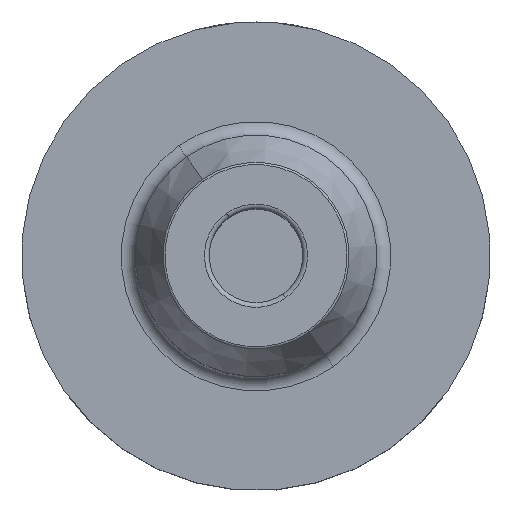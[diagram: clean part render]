
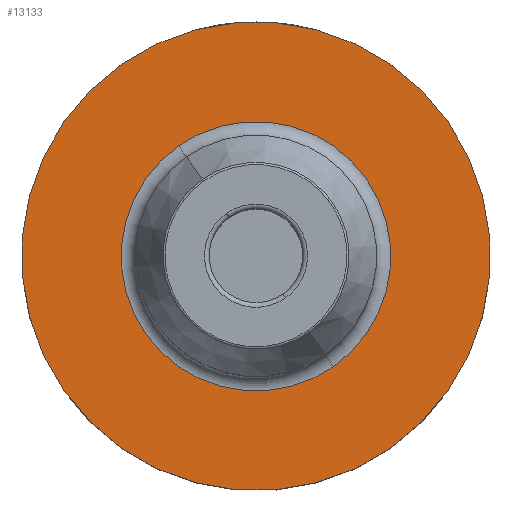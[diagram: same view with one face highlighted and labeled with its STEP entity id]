
A CAD part, top view. The second image highlights one B-rep face of the part: STEP entity #13133.
In plain terms, the highlighted planar face has unit normal (0, 0, 1).
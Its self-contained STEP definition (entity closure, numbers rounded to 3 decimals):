
#288=CARTESIAN_POINT('',(0.,0.,28.95));
#289=DIRECTION('',(0.,0.,1.));
#290=DIRECTION('',(-0.574,0.819,0.));
#291=AXIS2_PLACEMENT_3D('',#288,#289,#290);
#296=CARTESIAN_POINT('',(0.,0.,28.95));
#297=DIRECTION('',(0.,0.,-1.));
#298=DIRECTION('',(-0.574,0.819,0.));
#299=AXIS2_PLACEMENT_3D('',#296,#297,#298);
#318=CARTESIAN_POINT('',(0.,0.,28.95));
#319=DIRECTION('',(0.,0.,-1.));
#320=DIRECTION('',(-0.574,0.819,0.));
#321=AXIS2_PLACEMENT_3D('',#318,#319,#320);
#326=CARTESIAN_POINT('',(0.,0.,28.95));
#327=DIRECTION('',(0.,0.,1.));
#328=DIRECTION('',(-0.574,0.819,0.));
#329=AXIS2_PLACEMENT_3D('',#326,#327,#328);
#12606=CARTESIAN_POINT('',(-16.49,23.551,28.95));
#12607=VERTEX_POINT('',#12606);
#12608=CARTESIAN_POINT('',(-28.679,40.958,28.95));
#12610=VERTEX_POINT('',#12608);
#12678=CARTESIAN_POINT('',(16.49,-23.551,28.95));
#12679=VERTEX_POINT('',#12678);
#12680=CARTESIAN_POINT('',(28.679,-40.958,28.95));
#12682=VERTEX_POINT('',#12680);
#13118=CARTESIAN_POINT('',(0.,0.,28.95));
#13119=DIRECTION('',(0.,0.,1.));
#13120=DIRECTION('',(0.574,-0.819,0.));
#13121=AXIS2_PLACEMENT_3D('',#13118,#13119,#13120);
#13122=PLANE('',#13121);
#13124=ORIENTED_EDGE('',*,*,#13123,.T.);
#13126=ORIENTED_EDGE('',*,*,#13125,.F.);
#13127=EDGE_LOOP('',(#13124,#13126));
#13128=FACE_OUTER_BOUND('',#13127,.F.);
#13129=ORIENTED_EDGE('',*,*,#13100,.T.);
#13130=ORIENTED_EDGE('',*,*,#13111,.F.);
#13131=EDGE_LOOP('',(#13129,#13130));
#13132=FACE_BOUND('',#13131,.F.);
#13133=ADVANCED_FACE('',(#13128,#13132),#13122,.T.);
#292=CIRCLE('',#291,28.75);
#300=CIRCLE('',#299,28.75);
#322=CIRCLE('',#321,50.);
#330=CIRCLE('',#329,50.);
#13100=EDGE_CURVE('',#12607,#12679,#292,.T.);
#13111=EDGE_CURVE('',#12607,#12679,#300,.T.);
#13123=EDGE_CURVE('',#12610,#12682,#322,.T.);
#13125=EDGE_CURVE('',#12610,#12682,#330,.T.);
